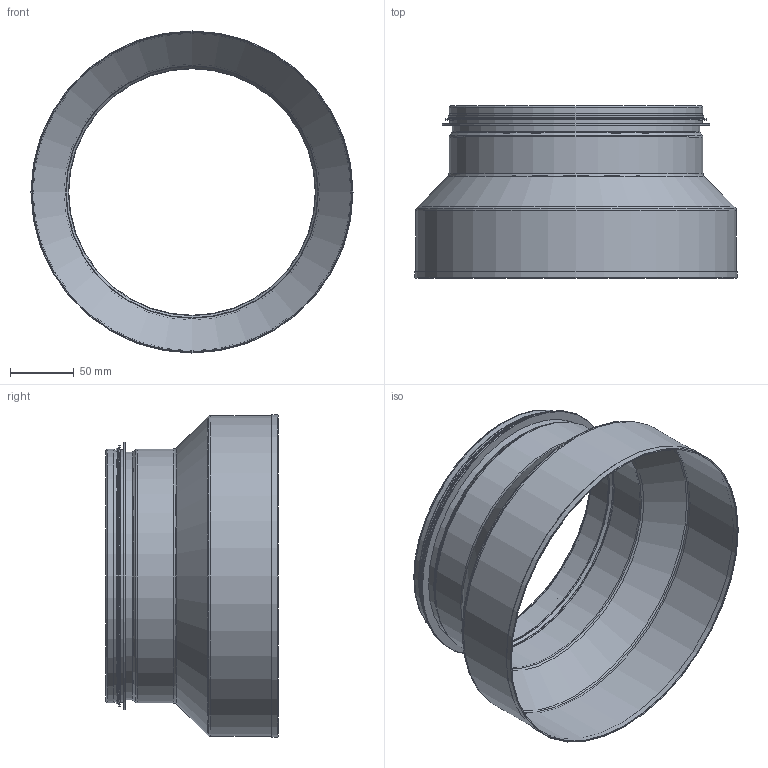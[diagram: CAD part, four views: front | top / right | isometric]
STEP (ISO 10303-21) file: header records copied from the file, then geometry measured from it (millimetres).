
FILE_DESCRIPTION((''),'2;1');
FILE_NAME('HFCM_250-200.stp','2014-02-19T14:17:26',(''),(''),'Autodesk Inventor 2013','Autodesk Inventor 2013','');
FILE_SCHEMA(('AUTOMOTIVE_DESIGN { 1 2 10303 214 0 1 1 1 }'));
Length unit declared in the file: millimetre
Products named in the file (3): HFCM_250-200; HFCM_RörämnePressade-250-200; 999006
Assembly tree (2 placements, depth 2):
  HFCM_250-200
    HFCM_RörämnePressade-250-200
    999006
Bounding box: 252.42 x 134.98 x 252.42 mm (x, y, z)
Volume: 76742.3 mm3; surface area: 254523.8 mm2
Topology: 2 solids, 2 shells, 45 faces, 87 edges, 49 vertices
Faces by surface type: torus 16, cylinder 16, plane 7, cone 6
Full cylindrical faces by diameter (mm): 193.15 x1, 194.15 x1, 195.35 x1, 197.95 x5, 198.95 x2, 204.35 x1, 209.35 x1, 250.4 x1, 251.4 x1, 251.42 x1, 252.42 x1
Entity records: 1061 total; most frequent: DIRECTION 190, CARTESIAN_POINT 140, AXIS2_PLACEMENT_3D 95, ORIENTED_EDGE 90, EDGE_LOOP 90, STYLED_ITEM 47, VERTEX_POINT 45, CIRCLE 45
